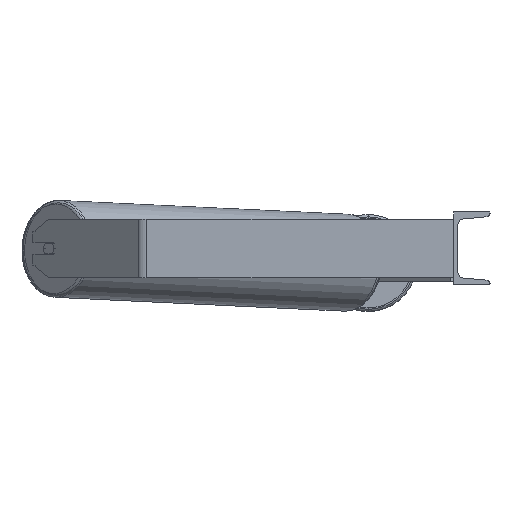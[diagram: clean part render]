
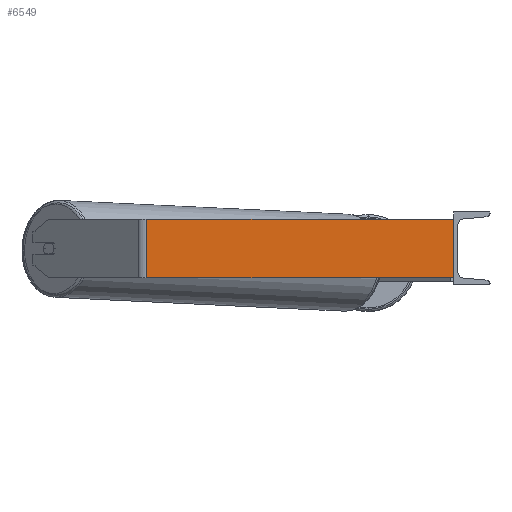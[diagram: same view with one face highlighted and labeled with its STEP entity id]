
A CAD part, left-side view. The second image highlights one B-rep face of the part: STEP entity #6549.
In plain terms, the highlighted planar face has unit normal (-1, 0, 0).
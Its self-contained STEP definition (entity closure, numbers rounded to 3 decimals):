
#218 = CARTESIAN_POINT ( 'NONE',  ( -885., 420.315, 40. ) ) ;
#410 = EDGE_CURVE ( 'NONE', #4230, #4415, #4950, .T. ) ;
#577 = VECTOR ( 'NONE', #8348, 1000. ) ;
#690 = ORIENTED_EDGE ( 'NONE', *, *, #5530, .F. ) ;
#1272 = VERTEX_POINT ( 'NONE', #7125 ) ;
#1317 = ORIENTED_EDGE ( 'NONE', *, *, #410, .F. ) ;
#1367 = ORIENTED_EDGE ( 'NONE', *, *, #4453, .T. ) ;
#1422 = LINE ( 'NONE', #6442, #3011 ) ;
#1642 = EDGE_CURVE ( 'NONE', #1272, #4415, #1422, .T. ) ;
#2158 = DIRECTION ( 'NONE',  ( 0., -1., 0. ) ) ;
#3011 = VECTOR ( 'NONE', #2158, 1000. ) ;
#3263 = CARTESIAN_POINT ( 'NONE',  ( -885., 426.942, 40. ) ) ;
#4061 = CARTESIAN_POINT ( 'NONE',  ( -885., 420.315, 40. ) ) ;
#4230 = VERTEX_POINT ( 'NONE', #7013 ) ;
#4415 = VERTEX_POINT ( 'NONE', #8596 ) ;
#4453 = EDGE_CURVE ( 'NONE', #4611, #1272, #7821, .T. ) ;
#4611 = VERTEX_POINT ( 'NONE', #4061 ) ;
#4950 = LINE ( 'NONE', #7753, #577 ) ;
#5028 = FACE_OUTER_BOUND ( 'NONE', #8075, .T. ) ;
#5255 = DIRECTION ( 'NONE',  ( 0., -1., 0. ) ) ;
#5530 = EDGE_CURVE ( 'NONE', #4611, #4230, #8193, .T. ) ;
#5789 = DIRECTION ( 'NONE',  ( 0., 0., -1. ) ) ;
#5802 = PLANE ( 'NONE',  #6266 ) ;
#5896 = DIRECTION ( 'NONE',  ( 1., 0., 0. ) ) ;
#6266 = AXIS2_PLACEMENT_3D ( 'NONE', #7289, #5896, #7918 ) ;
#6442 = CARTESIAN_POINT ( 'NONE',  ( -885., 426.942, -40. ) ) ;
#6549 = ADVANCED_FACE ( 'NONE', ( #5028 ), #5802, .F. ) ;
#6926 = ORIENTED_EDGE ( 'NONE', *, *, #1642, .T. ) ;
#6929 = VECTOR ( 'NONE', #5789, 1000. ) ;
#7013 = CARTESIAN_POINT ( 'NONE',  ( -885., 0., 40. ) ) ;
#7094 = VECTOR ( 'NONE', #5255, 1000. ) ;
#7125 = CARTESIAN_POINT ( 'NONE',  ( -885., 420.315, -40. ) ) ;
#7289 = CARTESIAN_POINT ( 'NONE',  ( -885., 426.942, 40. ) ) ;
#7753 = CARTESIAN_POINT ( 'NONE',  ( -885., 0., 40. ) ) ;
#7821 = LINE ( 'NONE', #218, #6929 ) ;
#7918 = DIRECTION ( 'NONE',  ( 0., 1., 0. ) ) ;
#8075 = EDGE_LOOP ( 'NONE', ( #6926, #1317, #690, #1367 ) ) ;
#8193 = LINE ( 'NONE', #3263, #7094 ) ;
#8348 = DIRECTION ( 'NONE',  ( 0., 0., -1. ) ) ;
#8596 = CARTESIAN_POINT ( 'NONE',  ( -885., 0., -40. ) ) ;
